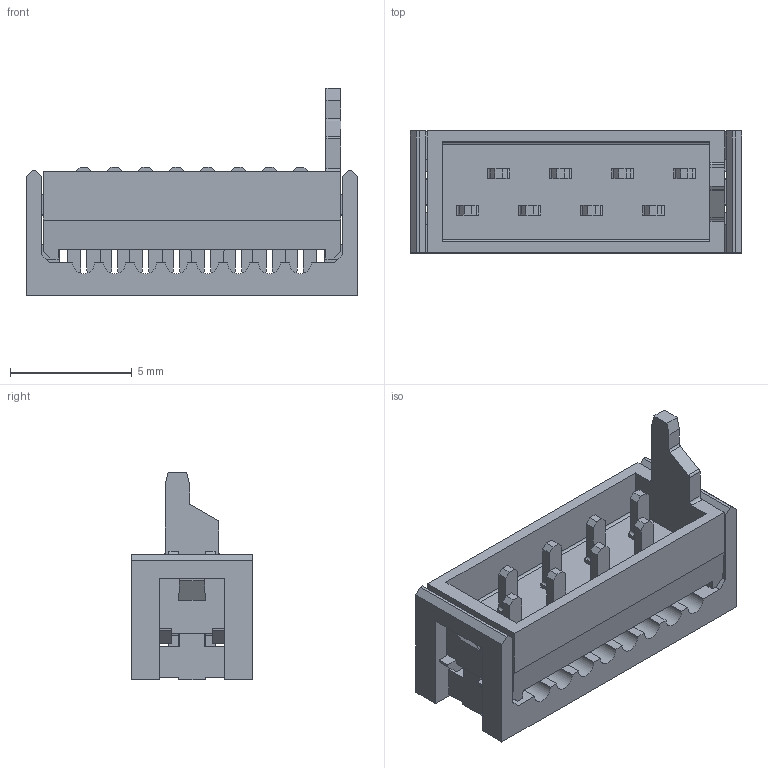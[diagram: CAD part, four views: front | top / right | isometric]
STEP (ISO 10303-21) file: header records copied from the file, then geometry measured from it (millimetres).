
FILE_DESCRIPTION(/* description */ ('Unknown'),/* implementation_level */ '2;1');
FILE_NAME(/* name */ '690157000872',/* time_stamp */ '2017-03-30T17:35:19+02:00',/* author */ ('Unknown'),/* organization */ ('Unknown'),/* preprocessor_version */ 'ST-DEVELOPER v16.7',/* originating_system */ 'DEX',/* authorisation */ $);
FILE_SCHEMA (('AUTOMOTIVE_DESIGN {1 0 10303 214 3 1 1}'));
Length unit declared in the file: millimetre
Products named in the file (4): 69015700xx72; 690157000872; 690157000872_Cover; 69015700xx72_Pin
Assembly tree (10 placements, depth 2):
  69015700xx72
    690157000872
    690157000872_Cover
    69015700xx72_Pin  x8
Bounding box: 13.59 x 5 x 8.5 mm (x, y, z)
Volume: 200.2 mm3; surface area: 763.7 mm2
Topology: 10 solids, 10 shells, 524 faces, 1566 edges, 1044 vertices
Faces by surface type: plane 382, cylinder 142
Entity records: 9560 total; most frequent: ORIENTED_EDGE 1704, CARTESIAN_POINT 1703, DIRECTION 1492, EDGE_CURVE 852, LINE 778, VECTOR 778, VERTEX_POINT 568, AXIS2_PLACEMENT_3D 357
